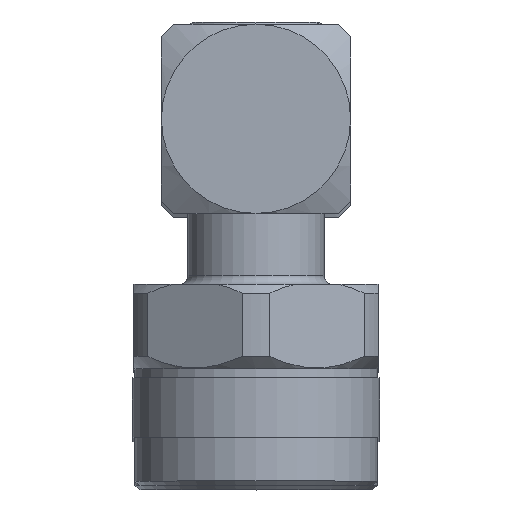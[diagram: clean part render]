
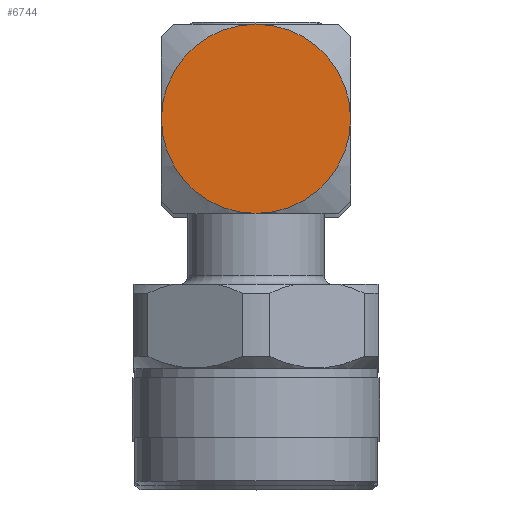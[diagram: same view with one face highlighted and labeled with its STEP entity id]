
A CAD part, top view. The second image highlights one B-rep face of the part: STEP entity #6744.
In plain terms, the highlighted face is planar.
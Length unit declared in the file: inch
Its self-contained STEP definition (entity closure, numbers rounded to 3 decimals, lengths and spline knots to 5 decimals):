
#40 = AXIS2_PLACEMENT_3D ( 'NONE', #10345, #5717, #1484 ) ;
#635 = DIRECTION ( 'NONE',  ( 0., 0., 1. ) ) ;
#838 = PLANE ( 'NONE',  #4529 ) ;
#918 = DIRECTION ( 'NONE',  ( 0., 0., 1. ) ) ;
#1400 = VERTEX_POINT ( 'NONE', #4112 ) ;
#1484 = DIRECTION ( 'NONE',  ( 0., 0., 1. ) ) ;
#1775 = FACE_OUTER_BOUND ( 'NONE', #4071, .T. ) ;
#1905 = CARTESIAN_POINT ( 'NONE',  ( 0., 0.31496, 0. ) ) ;
#2153 = VERTEX_POINT ( 'NONE', #5115 ) ;
#2247 = AXIS2_PLACEMENT_3D ( 'NONE', #1905, #8092, #918 ) ;
#3024 = CIRCLE ( 'NONE', #6699, 0.31496 ) ;
#3050 = CARTESIAN_POINT ( 'NONE',  ( 0., 0.31496, 0. ) ) ;
#3370 = EDGE_CURVE ( 'NONE', #7721, #2153, #8236, .T. ) ;
#4071 = EDGE_LOOP ( 'NONE', ( #4422, #9085, #9629, #5371 ) ) ;
#4112 = CARTESIAN_POINT ( 'NONE',  ( -0.31496, 0.31496, 0. ) ) ;
#4207 = EDGE_CURVE ( 'NONE', #6545, #7721, #9470, .T. ) ;
#4422 = ORIENTED_EDGE ( 'NONE', *, *, #3370, .T. ) ;
#4529 = AXIS2_PLACEMENT_3D ( 'NONE', #8899, #8802, #7229 ) ;
#5071 = CARTESIAN_POINT ( 'NONE',  ( 0.31496, 0.31496, 0. ) ) ;
#5115 = CARTESIAN_POINT ( 'NONE',  ( 0., 0.31496, -0.31496 ) ) ;
#5371 = ORIENTED_EDGE ( 'NONE', *, *, #4207, .T. ) ;
#5460 = DIRECTION ( 'NONE',  ( 0., 1., 0. ) ) ;
#5717 = DIRECTION ( 'NONE',  ( 0., 1., 0. ) ) ;
#5809 = EDGE_CURVE ( 'NONE', #2153, #1400, #6754, .T. ) ;
#6545 = VERTEX_POINT ( 'NONE', #9539 ) ;
#6636 = EDGE_CURVE ( 'NONE', #1400, #6545, #3024, .T. ) ;
#6699 = AXIS2_PLACEMENT_3D ( 'NONE', #9383, #8696, #635 ) ;
#6744 = ADVANCED_FACE ( 'NONE', ( #1775 ), #838, .F. ) ;
#6754 = CIRCLE ( 'NONE', #2247, 0.31496 ) ;
#7229 = DIRECTION ( 'NONE',  ( 0., 0., -1. ) ) ;
#7721 = VERTEX_POINT ( 'NONE', #5071 ) ;
#7865 = AXIS2_PLACEMENT_3D ( 'NONE', #3050, #5460, #8653 ) ;
#8092 = DIRECTION ( 'NONE',  ( 0., 1., 0. ) ) ;
#8236 = CIRCLE ( 'NONE', #40, 0.31496 ) ;
#8653 = DIRECTION ( 'NONE',  ( 0., 0., 1. ) ) ;
#8696 = DIRECTION ( 'NONE',  ( 0., 1., 0. ) ) ;
#8802 = DIRECTION ( 'NONE',  ( 0., -1., 0. ) ) ;
#8899 = CARTESIAN_POINT ( 'NONE',  ( -0.31496, 0.31496, 0.31496 ) ) ;
#9085 = ORIENTED_EDGE ( 'NONE', *, *, #5809, .T. ) ;
#9383 = CARTESIAN_POINT ( 'NONE',  ( 0., 0.31496, 0. ) ) ;
#9470 = CIRCLE ( 'NONE', #7865, 0.31496 ) ;
#9539 = CARTESIAN_POINT ( 'NONE',  ( 0., 0.31496, 0.31496 ) ) ;
#9629 = ORIENTED_EDGE ( 'NONE', *, *, #6636, .T. ) ;
#10345 = CARTESIAN_POINT ( 'NONE',  ( 0., 0.31496, 0. ) ) ;
